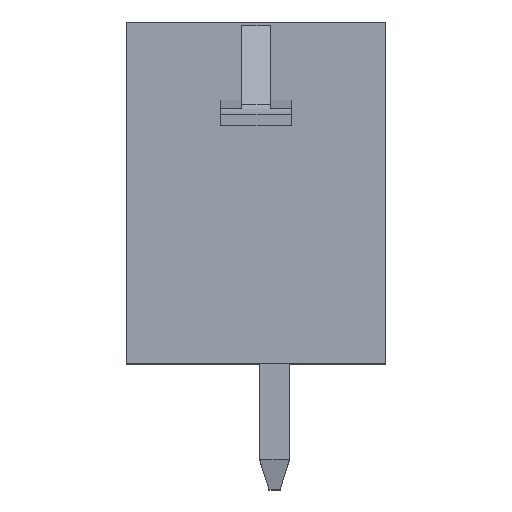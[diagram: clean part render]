
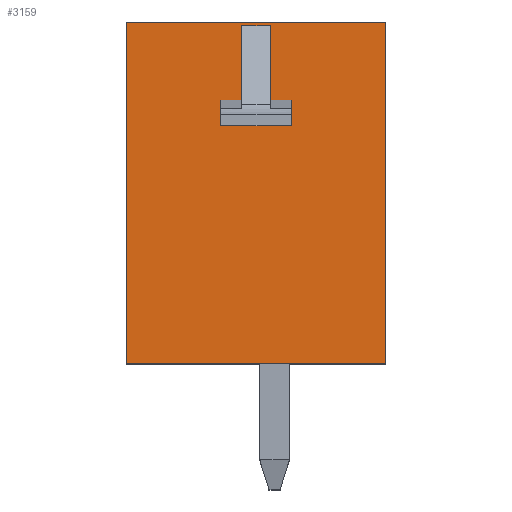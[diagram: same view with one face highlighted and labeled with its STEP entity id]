
A CAD part, top view. The second image highlights one B-rep face of the part: STEP entity #3159.
In plain terms, the highlighted planar face has unit normal (0, 0, 1).
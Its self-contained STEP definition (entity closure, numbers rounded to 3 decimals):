
#1=DIRECTION('',(1.,0.,0.));
#2=VECTOR('',#1,7.);
#3=CARTESIAN_POINT('',(-3.6,-3.853,0.));
#4=LINE('',#3,#2);
#5=DIRECTION('',(0.,-1.,0.));
#6=VECTOR('',#5,9.2);
#7=CARTESIAN_POINT('',(-3.6,5.347,0.));
#8=LINE('',#7,#6);
#9=DIRECTION('',(-1.,0.,0.));
#10=VECTOR('',#9,7.);
#11=CARTESIAN_POINT('',(3.4,5.347,0.));
#12=LINE('',#11,#10);
#13=DIRECTION('',(0.,1.,0.));
#14=VECTOR('',#13,9.2);
#15=CARTESIAN_POINT('',(3.4,-3.853,0.));
#16=LINE('',#15,#14);
#17=DIRECTION('',(0.,1.,0.));
#18=VECTOR('',#17,0.495);
#19=CARTESIAN_POINT('',(0.85,2.747,0.));
#20=LINE('',#19,#18);
#21=DIRECTION('',(-1.,0.,0.));
#22=VECTOR('',#21,0.76);
#23=CARTESIAN_POINT('',(0.28,5.244,0.));
#24=LINE('',#23,#22);
#25=DIRECTION('',(1.,0.,0.));
#26=VECTOR('',#25,0.57);
#27=CARTESIAN_POINT('',(-1.05,3.242,0.));
#28=LINE('',#27,#26);
#29=DIRECTION('',(0.,1.,0.));
#30=VECTOR('',#29,0.495);
#31=CARTESIAN_POINT('',(-1.05,2.747,0.));
#32=LINE('',#31,#30);
#33=DIRECTION('',(-1.,0.,0.));
#34=VECTOR('',#33,1.9);
#35=CARTESIAN_POINT('',(0.85,2.747,0.));
#36=LINE('',#35,#34);
#2326=DIRECTION('',(-1.,0.,0.));
#2327=VECTOR('',#2326,0.57);
#2328=CARTESIAN_POINT('',(0.85,3.242,0.));
#2329=LINE('',#2328,#2327);
#2330=DIRECTION('',(0.,-1.,0.));
#2331=VECTOR('',#2330,2.002);
#2332=CARTESIAN_POINT('',(0.28,5.244,0.));
#2333=LINE('',#2332,#2331);
#2397=DIRECTION('',(0.,1.,0.));
#2398=VECTOR('',#2397,2.002);
#2399=CARTESIAN_POINT('',(-0.48,3.242,0.));
#2400=LINE('',#2399,#2398);
#2409=CARTESIAN_POINT('',(-3.6,-3.853,0.));
#2410=CARTESIAN_POINT('',(3.4,-3.853,0.));
#2411=VERTEX_POINT('',#2409);
#2412=VERTEX_POINT('',#2410);
#2413=CARTESIAN_POINT('',(3.4,5.347,0.));
#2414=VERTEX_POINT('',#2413);
#2415=CARTESIAN_POINT('',(-3.6,5.347,0.));
#2416=VERTEX_POINT('',#2415);
#3098=CARTESIAN_POINT('',(0.85,2.747,0.));
#3099=VERTEX_POINT('',#3098);
#3100=CARTESIAN_POINT('',(-1.05,2.747,0.));
#3101=VERTEX_POINT('',#3100);
#3103=CARTESIAN_POINT('',(-0.48,3.242,0.));
#3105=VERTEX_POINT('',#3103);
#3106=CARTESIAN_POINT('',(-0.48,5.244,0.));
#3107=VERTEX_POINT('',#3106);
#3108=CARTESIAN_POINT('',(-1.05,3.242,0.));
#3109=VERTEX_POINT('',#3108);
#3114=CARTESIAN_POINT('',(0.28,5.244,0.));
#3115=CARTESIAN_POINT('',(0.28,3.242,0.));
#3116=VERTEX_POINT('',#3114);
#3117=VERTEX_POINT('',#3115);
#3120=CARTESIAN_POINT('',(0.85,3.242,0.));
#3121=VERTEX_POINT('',#3120);
#3126=CARTESIAN_POINT('',(0.,0.,0.));
#3127=DIRECTION('',(0.,0.,1.));
#3128=DIRECTION('',(1.,0.,0.));
#3129=AXIS2_PLACEMENT_3D('',#3126,#3127,#3128);
#3130=PLANE('',#3129);
#3132=ORIENTED_EDGE('',*,*,#3131,.F.);
#3134=ORIENTED_EDGE('',*,*,#3133,.F.);
#3136=ORIENTED_EDGE('',*,*,#3135,.F.);
#3138=ORIENTED_EDGE('',*,*,#3137,.F.);
#3139=EDGE_LOOP('',(#3132,#3134,#3136,#3138));
#3140=FACE_OUTER_BOUND('',#3139,.F.);
#3142=ORIENTED_EDGE('',*,*,#3141,.T.);
#3144=ORIENTED_EDGE('',*,*,#3143,.T.);
#3146=ORIENTED_EDGE('',*,*,#3145,.F.);
#3148=ORIENTED_EDGE('',*,*,#3147,.T.);
#3150=ORIENTED_EDGE('',*,*,#3149,.F.);
#3152=ORIENTED_EDGE('',*,*,#3151,.F.);
#3154=ORIENTED_EDGE('',*,*,#3153,.F.);
#3156=ORIENTED_EDGE('',*,*,#3155,.F.);
#3157=EDGE_LOOP('',(#3142,#3144,#3146,#3148,#3150,#3152,#3154,#3156));
#3158=FACE_BOUND('',#3157,.F.);
#3131=EDGE_CURVE('',#2411,#2412,#4,.T.);
#3133=EDGE_CURVE('',#2416,#2411,#8,.T.);
#3135=EDGE_CURVE('',#2414,#2416,#12,.T.);
#3137=EDGE_CURVE('',#2412,#2414,#16,.T.);
#3141=EDGE_CURVE('',#3099,#3121,#20,.T.);
#3143=EDGE_CURVE('',#3121,#3117,#2329,.T.);
#3145=EDGE_CURVE('',#3116,#3117,#2333,.T.);
#3147=EDGE_CURVE('',#3116,#3107,#24,.T.);
#3149=EDGE_CURVE('',#3105,#3107,#2400,.T.);
#3151=EDGE_CURVE('',#3109,#3105,#28,.T.);
#3153=EDGE_CURVE('',#3101,#3109,#32,.T.);
#3155=EDGE_CURVE('',#3099,#3101,#36,.T.);
#3159=ADVANCED_FACE('',(#3140,#3158),#3130,.T.);
